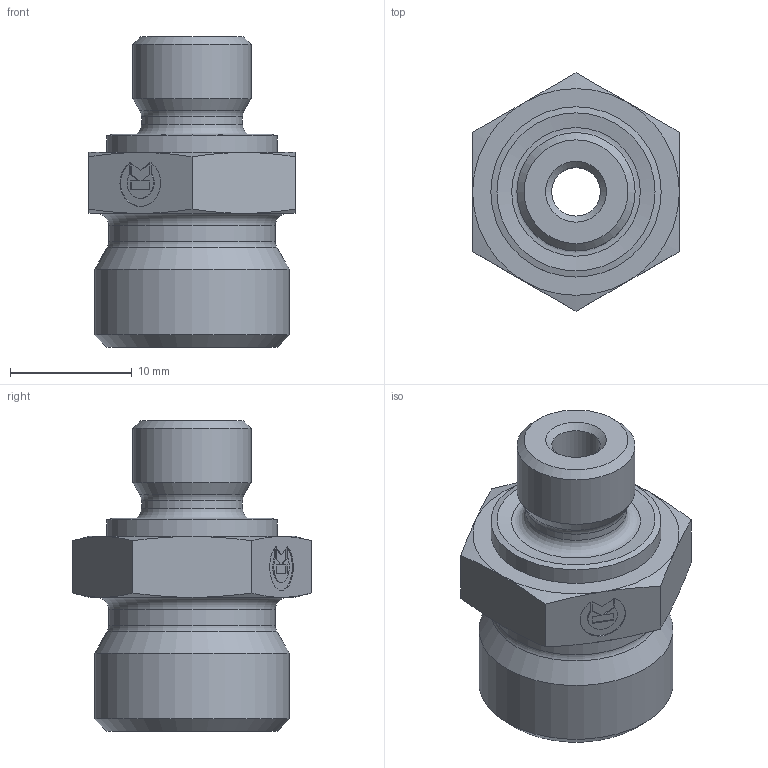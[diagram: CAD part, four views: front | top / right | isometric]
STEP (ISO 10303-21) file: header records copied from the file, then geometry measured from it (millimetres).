
FILE_DESCRIPTION((''),'2;1');
FILE_NAME('074101816.stp','2014-08-07T13:11:16',(''),('KNOMI spol. s r. o.'),'Autodesk Inventor 2012','Autodesk Inventor 2012','');
FILE_SCHEMA(('AUTOMOTIVE_DESIGN { 1 2 10303 214 0 1 1 1 }'));
Length unit declared in the file: millimetre
Products named in the file (1): PHBR2 10LR1/8 G1/8/M16
Bounding box: 17 x 19.63 x 25.5 mm (x, y, z)
Volume: 3107.3 mm3; surface area: 2035.9 mm2
Topology: 1 solids, 1 shells, 77 faces, 182 edges, 114 vertices
Faces by surface type: plane 41, cone 21, cylinder 11, torus 4
Full cylindrical faces by diameter (mm): 4 x1, 8.3 x1, 9.728 x1, 10 x1, 13.7 x1, 14 x1, 16 x1
Entity records: 2038 total; most frequent: CARTESIAN_POINT 390, DIRECTION 332, ORIENTED_EDGE 312, EDGE_CURVE 156, AXIS2_PLACEMENT_3D 122, VERTEX_POINT 108, EDGE_LOOP 106, VECTOR 88
